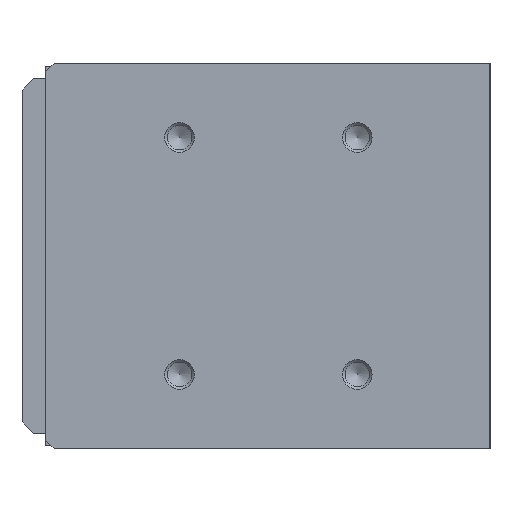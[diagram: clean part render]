
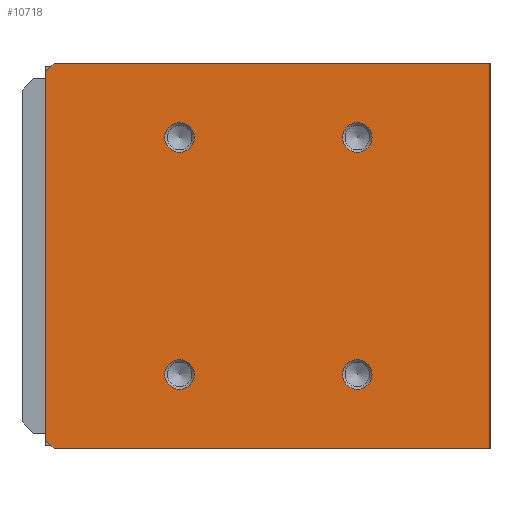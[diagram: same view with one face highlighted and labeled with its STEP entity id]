
A CAD part, left-side view. The second image highlights one B-rep face of the part: STEP entity #10718.
In plain terms, the highlighted face is planar.
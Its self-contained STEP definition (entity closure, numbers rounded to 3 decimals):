
#10093=CARTESIAN_POINT('',(300.,-49.9,-20.0));
#10094=VERTEX_POINT('',#10093);
#10095=CARTESIAN_POINT('',(300.,-52.4,-20.0));
#10096=DIRECTION('',(-1.0,0.0,0.0));
#10097=DIRECTION('',(0.0,-1.0,0.0));
#10098=AXIS2_PLACEMENT_3D('',#10095,#10096,#10097);
#10099=CIRCLE('',#10098,2.5);
#10100=EDGE_CURVE('',#10094,#10094,#10099,.T.);
#10150=CARTESIAN_POINT('',(300.,-49.9,20.0));
#10151=VERTEX_POINT('',#10150);
#10152=CARTESIAN_POINT('',(300.,-52.4,20.0));
#10153=DIRECTION('',(-1.0,0.0,0.0));
#10154=DIRECTION('',(0.0,-1.0,0.0));
#10155=AXIS2_PLACEMENT_3D('',#10152,#10153,#10154);
#10156=CIRCLE('',#10155,2.5);
#10157=EDGE_CURVE('',#10151,#10151,#10156,.T.);
#10207=CARTESIAN_POINT('',(300.,-19.9,20.0));
#10208=VERTEX_POINT('',#10207);
#10209=CARTESIAN_POINT('',(300.,-22.4,20.0));
#10210=DIRECTION('',(-1.0,0.0,0.0));
#10211=DIRECTION('',(0.0,-1.0,0.0));
#10212=AXIS2_PLACEMENT_3D('',#10209,#10210,#10211);
#10213=CIRCLE('',#10212,2.5);
#10214=EDGE_CURVE('',#10208,#10208,#10213,.T.);
#10264=CARTESIAN_POINT('',(300.,-19.9,-20.0));
#10265=VERTEX_POINT('',#10264);
#10266=CARTESIAN_POINT('',(300.,-22.4,-20.0));
#10267=DIRECTION('',(-1.0,0.0,0.0));
#10268=DIRECTION('',(0.0,-1.0,0.0));
#10269=AXIS2_PLACEMENT_3D('',#10266,#10267,#10268);
#10270=CIRCLE('',#10269,2.5);
#10271=EDGE_CURVE('',#10265,#10265,#10270,.T.);
#10510=CARTESIAN_POINT('',(300.,0.0,-32.5));
#10511=VERTEX_POINT('',#10510);
#10512=CARTESIAN_POINT('',(300.,-73.586,-32.5));
#10513=VERTEX_POINT('',#10512);
#10514=CARTESIAN_POINT('',(300.,0.0,-32.5));
#10515=DIRECTION('',(0.0,-1.0,0.0));
#10516=VECTOR('',#10515,73.586);
#10517=LINE('',#10514,#10516);
#10518=EDGE_CURVE('',#10511,#10513,#10517,.T.);
#10559=CARTESIAN_POINT('',(300.,-75.0,-31.086));
#10560=VERTEX_POINT('',#10559);
#10561=CARTESIAN_POINT('',(300.,-73.586,-32.5));
#10562=DIRECTION('',(0.0,-0.707,0.707));
#10563=VECTOR('',#10562,2.);
#10564=LINE('',#10561,#10563);
#10565=EDGE_CURVE('',#10513,#10560,#10564,.T.);
#10583=CARTESIAN_POINT('',(300.,-75.0,31.086));
#10584=VERTEX_POINT('',#10583);
#10585=CARTESIAN_POINT('',(300.,-75.0,-31.086));
#10586=DIRECTION('',(0.0,0.0,1.0));
#10587=VECTOR('',#10586,62.172);
#10588=LINE('',#10585,#10587);
#10589=EDGE_CURVE('',#10560,#10584,#10588,.T.);
#10612=CARTESIAN_POINT('',(300.,-73.586,32.5));
#10613=VERTEX_POINT('',#10612);
#10614=CARTESIAN_POINT('',(300.,-75.,31.086));
#10615=DIRECTION('',(0.0,0.707,0.707));
#10616=VECTOR('',#10615,2.);
#10617=LINE('',#10614,#10616);
#10618=EDGE_CURVE('',#10584,#10613,#10617,.T.);
#10636=CARTESIAN_POINT('',(300.,0.0,32.5));
#10637=VERTEX_POINT('',#10636);
#10638=CARTESIAN_POINT('',(300.,-73.586,32.5));
#10639=DIRECTION('',(0.0,1.0,0.0));
#10640=VECTOR('',#10639,73.586);
#10641=LINE('',#10638,#10640);
#10642=EDGE_CURVE('',#10613,#10637,#10641,.T.);
#10675=CARTESIAN_POINT('',(300.,0.0,32.5));
#10676=DIRECTION('',(0.0,0.0,-1.0));
#10677=VECTOR('',#10676,65.0);
#10678=LINE('',#10675,#10677);
#10679=EDGE_CURVE('',#10637,#10511,#10678,.T.);
#10693=CARTESIAN_POINT('',(300.,0.0,0.0));
#10694=DIRECTION('',(1.0,0.0,0.0));
#10695=DIRECTION('',(0.0,0.0,1.0));
#10696=AXIS2_PLACEMENT_3D('',#10693,#10694,#10695);
#10697=PLANE('',#10696);
#10698=ORIENTED_EDGE('',*,*,#10518,.F.);
#10699=ORIENTED_EDGE('',*,*,#10679,.F.);
#10700=ORIENTED_EDGE('',*,*,#10642,.F.);
#10701=ORIENTED_EDGE('',*,*,#10618,.F.);
#10702=ORIENTED_EDGE('',*,*,#10589,.F.);
#10703=ORIENTED_EDGE('',*,*,#10565,.F.);
#10704=EDGE_LOOP('',(#10698,#10699,#10700,#10701,#10702,#10703));
#10705=FACE_OUTER_BOUND('',#10704,.T.);
#10706=ORIENTED_EDGE('',*,*,#10214,.T.);
#10707=EDGE_LOOP('',(#10706));
#10708=FACE_BOUND('',#10707,.T.);
#10709=ORIENTED_EDGE('',*,*,#10157,.T.);
#10710=EDGE_LOOP('',(#10709));
#10711=FACE_BOUND('',#10710,.T.);
#10712=ORIENTED_EDGE('',*,*,#10100,.T.);
#10713=EDGE_LOOP('',(#10712));
#10714=FACE_BOUND('',#10713,.T.);
#10715=ORIENTED_EDGE('',*,*,#10271,.T.);
#10716=EDGE_LOOP('',(#10715));
#10717=FACE_BOUND('',#10716,.T.);
#10718=ADVANCED_FACE('',(#10705,#10708,#10711,#10714,#10717),#10697,.T.);
